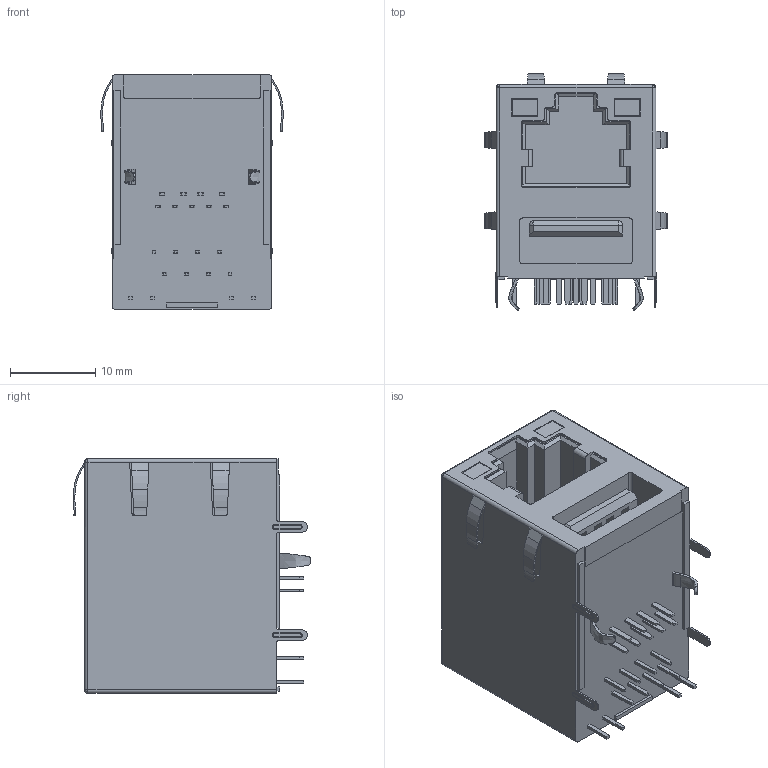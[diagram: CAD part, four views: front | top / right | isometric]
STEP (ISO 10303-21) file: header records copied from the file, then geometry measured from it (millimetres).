
FILE_DESCRIPTION((''),'2;1');
FILE_NAME('SS-90000-008_ASM','2021-11-17T09:22:06',('ben.shultz'),('Stewart Connector'),'CREO PARAMETRIC BY PTC INC, 2019352','CREO PARAMETRIC BY PTC INC, 2019352','');
FILE_SCHEMA(('CONFIG_CONTROL_DESIGN'));
Length unit declared in the file: millimetre
Products named in the file (9): LPJU3401AONL_-3-SO0001; LPJU3401AONL_-4-SO0001; LPJU3401AONL_-1-SO0001; LPJE319DNL-1-SOLID1; LPJU3401AONL_-2-SO0001; LPJU3401AONL_-7-SO0001; LPJU3401AONL_-6-SO0001; LPJE319AGNL__0001_ASM; SS-90000-008_ASM
Assembly tree (8 placements, depth 3):
  SS-90000-008_ASM
    LPJE319AGNL__0001_ASM
      LPJU3401AONL_-3-SO0001
      LPJU3401AONL_-4-SO0001
      LPJU3401AONL_-1-SO0001
      LPJE319DNL-1-SOLID1
      LPJU3401AONL_-2-SO0001
      LPJU3401AONL_-7-SO0001
      LPJU3401AONL_-6-SO0001
Bounding box: 21.35 x 27.83 x 27.5 mm (x, y, z)
Volume: 10094.4 mm3; surface area: 4575.2 mm2
Topology: 7 solids, 7 shells, 569 faces, 1440 edges, 910 vertices
Faces by surface type: plane 375, cylinder 114, bspline 48, torus 16, sphere 8, extrusion 6, cone 2
Entity records: 18285 total; most frequent: CARTESIAN_POINT 4551, ORIENTED_EDGE 2860, DIRECTION 2684, EDGE_CURVE 1430, VECTOR 1098, LINE 1092, VERTEX_POINT 910, AXIS2_PLACEMENT_3D 793
